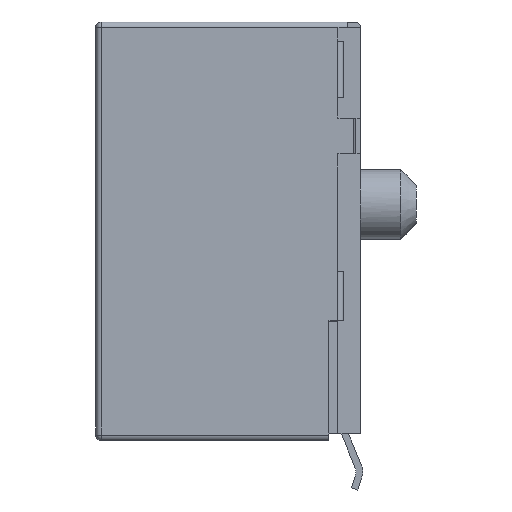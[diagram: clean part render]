
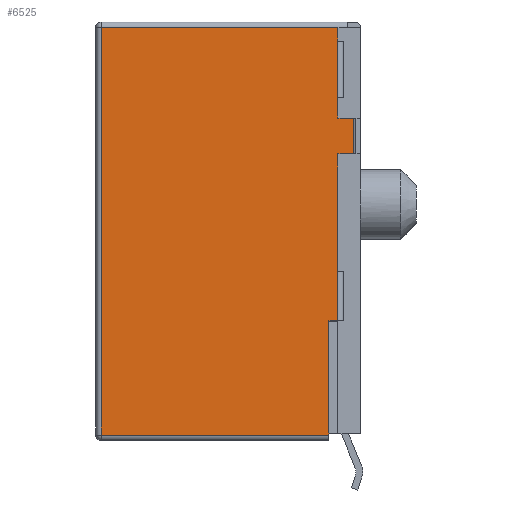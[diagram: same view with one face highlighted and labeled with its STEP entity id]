
A CAD part, left-side view. The second image highlights one B-rep face of the part: STEP entity #6525.
In plain terms, the highlighted planar face has unit normal (-1, 0, 0).
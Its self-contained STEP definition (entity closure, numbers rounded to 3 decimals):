
#120 = CARTESIAN_POINT ( 'NONE',  ( -7.87, 0.3, -5.63 ) ) ;
#212 = LINE ( 'NONE', #4925, #8652 ) ;
#489 = PLANE ( 'NONE',  #782 ) ;
#610 = CARTESIAN_POINT ( 'NONE',  ( -7.87, 11.55, 0. ) ) ;
#694 = VERTEX_POINT ( 'NONE', #120 ) ;
#760 = ORIENTED_EDGE ( 'NONE', *, *, #8632, .T. ) ;
#782 = AXIS2_PLACEMENT_3D ( 'NONE', #7873, #2933, #8675 ) ;
#1049 = CARTESIAN_POINT ( 'NONE',  ( -7.87, 11.55, -18.15 ) ) ;
#1082 = VERTEX_POINT ( 'NONE', #4727 ) ;
#1093 = DIRECTION ( 'NONE',  ( 0., -1., 0. ) ) ;
#1294 = ORIENTED_EDGE ( 'NONE', *, *, #8034, .F. ) ;
#1305 = CARTESIAN_POINT ( 'NONE',  ( -7.87, 0.3, -4.03 ) ) ;
#1468 = CARTESIAN_POINT ( 'NONE',  ( -7.87, 1., -13.05 ) ) ;
#1545 = LINE ( 'NONE', #5664, #9726 ) ;
#1558 = DIRECTION ( 'NONE',  ( 0., 0., 1. ) ) ;
#1578 = CARTESIAN_POINT ( 'NONE',  ( -7.87, 0.3, -5.63 ) ) ;
#1625 = ORIENTED_EDGE ( 'NONE', *, *, #3434, .F. ) ;
#1647 = EDGE_CURVE ( 'NONE', #694, #4275, #4111, .T. ) ;
#1922 = VECTOR ( 'NONE', #6503, 1000. ) ;
#2052 = LINE ( 'NONE', #9633, #6187 ) ;
#2154 = VERTEX_POINT ( 'NONE', #610 ) ;
#2437 = CARTESIAN_POINT ( 'NONE',  ( -7.87, 1., 0. ) ) ;
#2551 = DIRECTION ( 'NONE',  ( 0., 0., -1. ) ) ;
#2658 = CARTESIAN_POINT ( 'NONE',  ( -7.87, 1.4, -18.15 ) ) ;
#2757 = ORIENTED_EDGE ( 'NONE', *, *, #9848, .T. ) ;
#2895 = CARTESIAN_POINT ( 'NONE',  ( -7.87, 1., -4.03 ) ) ;
#2933 = DIRECTION ( 'NONE',  ( 1., 0., 0. ) ) ;
#2982 = DIRECTION ( 'NONE',  ( 0., 0., -1. ) ) ;
#3003 = ORIENTED_EDGE ( 'NONE', *, *, #5958, .F. ) ;
#3081 = CARTESIAN_POINT ( 'NONE',  ( -7.87, 1., -13.05 ) ) ;
#3241 = VERTEX_POINT ( 'NONE', #8358 ) ;
#3373 = CARTESIAN_POINT ( 'NONE',  ( -7.87, 1., -5.63 ) ) ;
#3388 = LINE ( 'NONE', #8720, #9395 ) ;
#3434 = EDGE_CURVE ( 'NONE', #6515, #4275, #7967, .T. ) ;
#3484 = LINE ( 'NONE', #7611, #9740 ) ;
#3569 = ORIENTED_EDGE ( 'NONE', *, *, #6793, .F. ) ;
#3753 = EDGE_CURVE ( 'NONE', #9329, #10032, #3484, .T. ) ;
#3997 = ORIENTED_EDGE ( 'NONE', *, *, #5562, .F. ) ;
#4042 = VERTEX_POINT ( 'NONE', #3373 ) ;
#4103 = VECTOR ( 'NONE', #6372, 1000. ) ;
#4111 = LINE ( 'NONE', #1578, #1922 ) ;
#4219 = CARTESIAN_POINT ( 'NONE',  ( -7.87, 11.55, 0.25 ) ) ;
#4260 = ORIENTED_EDGE ( 'NONE', *, *, #3753, .T. ) ;
#4275 = VERTEX_POINT ( 'NONE', #1305 ) ;
#4293 = CARTESIAN_POINT ( 'NONE',  ( -7.87, 1.4, -13.05 ) ) ;
#4338 = EDGE_LOOP ( 'NONE', ( #6009, #5987, #1294, #760, #2757, #4260, #3997, #3569, #7234, #3003, #8941, #8500, #1625 ) ) ;
#4652 = LINE ( 'NONE', #6279, #6329 ) ;
#4727 = CARTESIAN_POINT ( 'NONE',  ( -7.87, 1., -3.1 ) ) ;
#4925 = CARTESIAN_POINT ( 'NONE',  ( -7.87, 1., -5.63 ) ) ;
#5376 = LINE ( 'NONE', #4219, #9443 ) ;
#5547 = CARTESIAN_POINT ( 'NONE',  ( -7.87, 1., -4.03 ) ) ;
#5562 = EDGE_CURVE ( 'NONE', #8276, #10032, #10176, .T. ) ;
#5572 = VERTEX_POINT ( 'NONE', #8829 ) ;
#5595 = VERTEX_POINT ( 'NONE', #9714 ) ;
#5605 = DIRECTION ( 'NONE',  ( 0., 0., -1. ) ) ;
#5664 = CARTESIAN_POINT ( 'NONE',  ( -7.87, 1., 0.25 ) ) ;
#5811 = VECTOR ( 'NONE', #7221, 1000. ) ;
#5958 = EDGE_CURVE ( 'NONE', #4042, #5595, #3388, .T. ) ;
#5987 = ORIENTED_EDGE ( 'NONE', *, *, #7415, .T. ) ;
#6009 = ORIENTED_EDGE ( 'NONE', *, *, #10303, .F. ) ;
#6125 = LINE ( 'NONE', #3081, #10178 ) ;
#6181 = VERTEX_POINT ( 'NONE', #2437 ) ;
#6187 = VECTOR ( 'NONE', #10442, 1000. ) ;
#6237 = LINE ( 'NONE', #1468, #6717 ) ;
#6279 = CARTESIAN_POINT ( 'NONE',  ( -7.87, 1., -13.05 ) ) ;
#6303 = LINE ( 'NONE', #7964, #4103 ) ;
#6329 = VECTOR ( 'NONE', #8749, 1000. ) ;
#6372 = DIRECTION ( 'NONE',  ( 0., 0., 1. ) ) ;
#6503 = DIRECTION ( 'NONE',  ( 0., 0., 1. ) ) ;
#6515 = VERTEX_POINT ( 'NONE', #2895 ) ;
#6525 = ADVANCED_FACE ( 'NONE', ( #8849 ), #489, .F. ) ;
#6717 = VECTOR ( 'NONE', #7203, 1000. ) ;
#6793 = EDGE_CURVE ( 'NONE', #5572, #8276, #4652, .T. ) ;
#7185 = DIRECTION ( 'NONE',  ( 0., 0., -1. ) ) ;
#7203 = DIRECTION ( 'NONE',  ( 0., 0., -1. ) ) ;
#7221 = DIRECTION ( 'NONE',  ( 0., -1., 0. ) ) ;
#7234 = ORIENTED_EDGE ( 'NONE', *, *, #8704, .T. ) ;
#7415 = EDGE_CURVE ( 'NONE', #1082, #3241, #6303, .T. ) ;
#7611 = CARTESIAN_POINT ( 'NONE',  ( -7.87, 1.4, -18.15 ) ) ;
#7873 = CARTESIAN_POINT ( 'NONE',  ( -7.87, 0.57, 0.25 ) ) ;
#7964 = CARTESIAN_POINT ( 'NONE',  ( -7.87, 1., -0.6 ) ) ;
#7967 = LINE ( 'NONE', #5547, #5811 ) ;
#8034 = EDGE_CURVE ( 'NONE', #6181, #3241, #6237, .T. ) ;
#8268 = VECTOR ( 'NONE', #5605, 1000. ) ;
#8276 = VERTEX_POINT ( 'NONE', #4293 ) ;
#8358 = CARTESIAN_POINT ( 'NONE',  ( -7.87, 1., -0.6 ) ) ;
#8500 = ORIENTED_EDGE ( 'NONE', *, *, #1647, .T. ) ;
#8632 = EDGE_CURVE ( 'NONE', #6181, #2154, #2052, .T. ) ;
#8652 = VECTOR ( 'NONE', #9799, 1000. ) ;
#8675 = DIRECTION ( 'NONE',  ( 0., 1., 0. ) ) ;
#8704 = EDGE_CURVE ( 'NONE', #5572, #5595, #1545, .T. ) ;
#8720 = CARTESIAN_POINT ( 'NONE',  ( -7.87, 1., -13.05 ) ) ;
#8749 = DIRECTION ( 'NONE',  ( 0., 1., 0. ) ) ;
#8829 = CARTESIAN_POINT ( 'NONE',  ( -7.87, 1., -13.05 ) ) ;
#8849 = FACE_OUTER_BOUND ( 'NONE', #4338, .T. ) ;
#8941 = ORIENTED_EDGE ( 'NONE', *, *, #10464, .T. ) ;
#9329 = VERTEX_POINT ( 'NONE', #1049 ) ;
#9395 = VECTOR ( 'NONE', #2982, 1000. ) ;
#9443 = VECTOR ( 'NONE', #2551, 1000. ) ;
#9633 = CARTESIAN_POINT ( 'NONE',  ( -7.87, 11.8, 0. ) ) ;
#9644 = CARTESIAN_POINT ( 'NONE',  ( -7.87, 1.4, -18.15 ) ) ;
#9714 = CARTESIAN_POINT ( 'NONE',  ( -7.87, 1., -10.85 ) ) ;
#9726 = VECTOR ( 'NONE', #1558, 1000. ) ;
#9740 = VECTOR ( 'NONE', #1093, 1000. ) ;
#9799 = DIRECTION ( 'NONE',  ( 0., -1., 0. ) ) ;
#9848 = EDGE_CURVE ( 'NONE', #2154, #9329, #5376, .T. ) ;
#10032 = VERTEX_POINT ( 'NONE', #2658 ) ;
#10176 = LINE ( 'NONE', #9644, #8268 ) ;
#10178 = VECTOR ( 'NONE', #7185, 1000. ) ;
#10303 = EDGE_CURVE ( 'NONE', #1082, #6515, #6125, .T. ) ;
#10442 = DIRECTION ( 'NONE',  ( 0., 1., 0. ) ) ;
#10464 = EDGE_CURVE ( 'NONE', #4042, #694, #212, .T. ) ;
